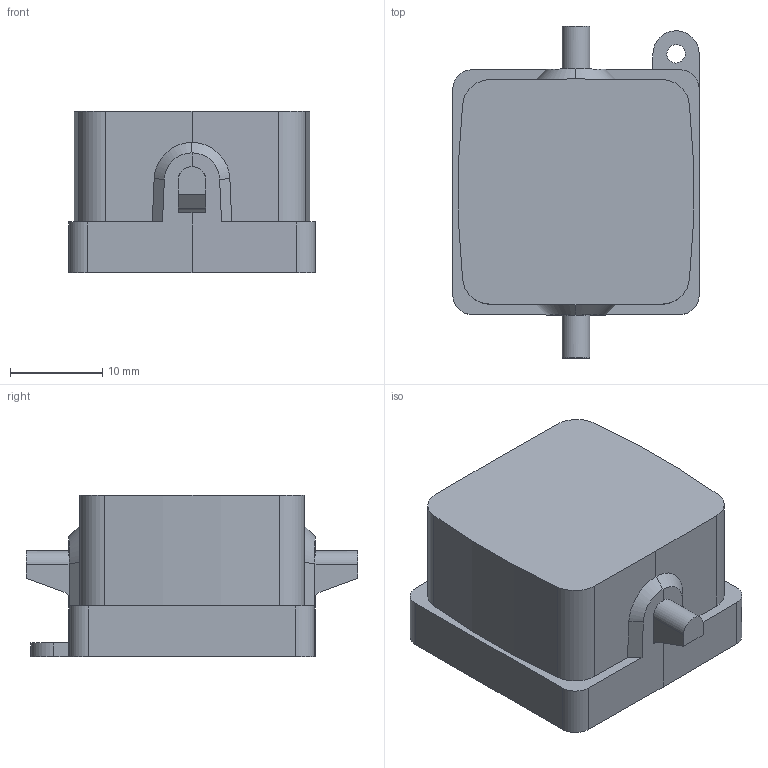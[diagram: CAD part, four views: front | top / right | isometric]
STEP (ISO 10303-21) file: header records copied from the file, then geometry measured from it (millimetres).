
FILE_DESCRIPTION(('CATIA V5 STEP Exchange','CAx-IF Rec.Pracs.--- Model Styling and Organization---1.4--- 2014-01-23'),'2;1');
FILE_NAME ('028743-4_0_1968930000_1968930000.stp','2021-02-09T06:08:34+00:00',('none'),('Weidmueller'),'CATIA Version 5-6 Release 2016 SP3 HF44','CATIA V5 STEP AP214','none');
FILE_SCHEMA(('AUTOMOTIVE_DESIGN { 1 0 10303 214 1 1 1 1 }'));
Length unit declared in the file: millimetre
Products named in the file (1): 1968930000
Bounding box: 26.7 x 36 x 17.5 mm (x, y, z)
Volume: 4148.7 mm3; surface area: 5155 mm2
Topology: 2 solids, 2 shells, 117 faces, 302 edges, 191 vertices
Faces by surface type: cylinder 49, plane 48, torus 16, bspline 4
Entity records: 3540 total; most frequent: CARTESIAN_POINT 754, ORIENTED_EDGE 604, DIRECTION 494, EDGE_CURVE 302, AXIS2_PLACEMENT_3D 221, VERTEX_POINT 191, VECTOR 166, LINE 166
